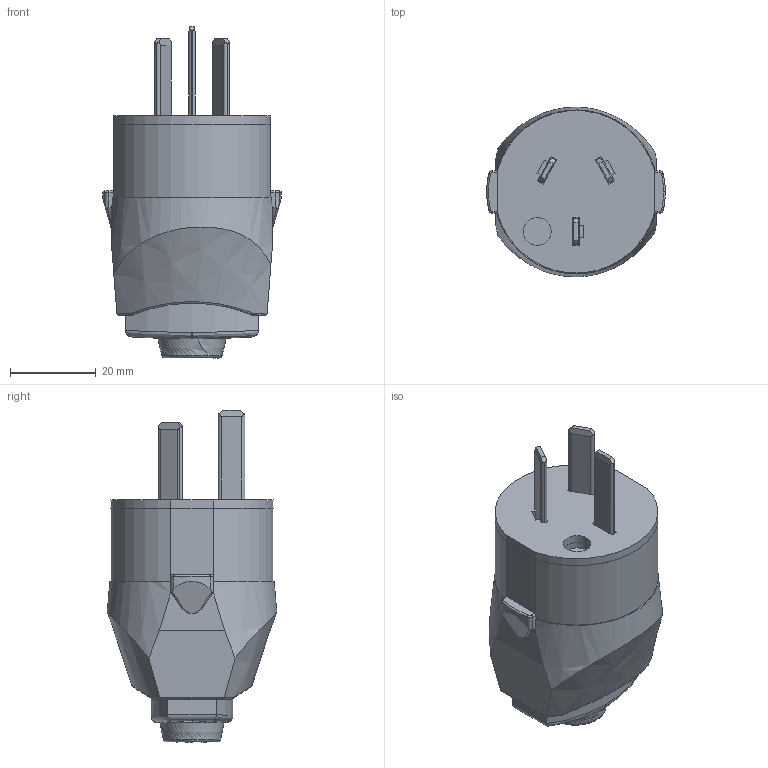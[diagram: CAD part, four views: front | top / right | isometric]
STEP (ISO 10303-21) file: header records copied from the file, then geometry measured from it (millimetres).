
FILE_DESCRIPTION (( 'STEP AP214' ), '1' );
FILE_NAME ('88040270.STEP', '2016-07-18T21:46:13', ( '' ), ( '' ), 'SwSTEP 2.0', 'SolidWorks 2015', '' );
FILE_SCHEMA (( 'AUTOMOTIVE_DESIGN' ));
Length unit declared in the file: millimetre
Products named in the file (1): 88040270
Bounding box: 41.7 x 39.62 x 77.5 mm (x, y, z)
Volume: 48557.2 mm3; surface area: 15941.3 mm2
Topology: 5 solids, 5 shells, 284 faces, 742 edges, 476 vertices
Faces by surface type: plane 140, cylinder 79, bspline 44, torus 13, sphere 8
Entity records: 14967 total; most frequent: CARTESIAN_POINT 7350, ORIENTED_EDGE 1480, DIRECTION 1161, EDGE_CURVE 740, VERTEX_POINT 476, LINE 387, VECTOR 387, AXIS2_PLACEMENT_3D 387
